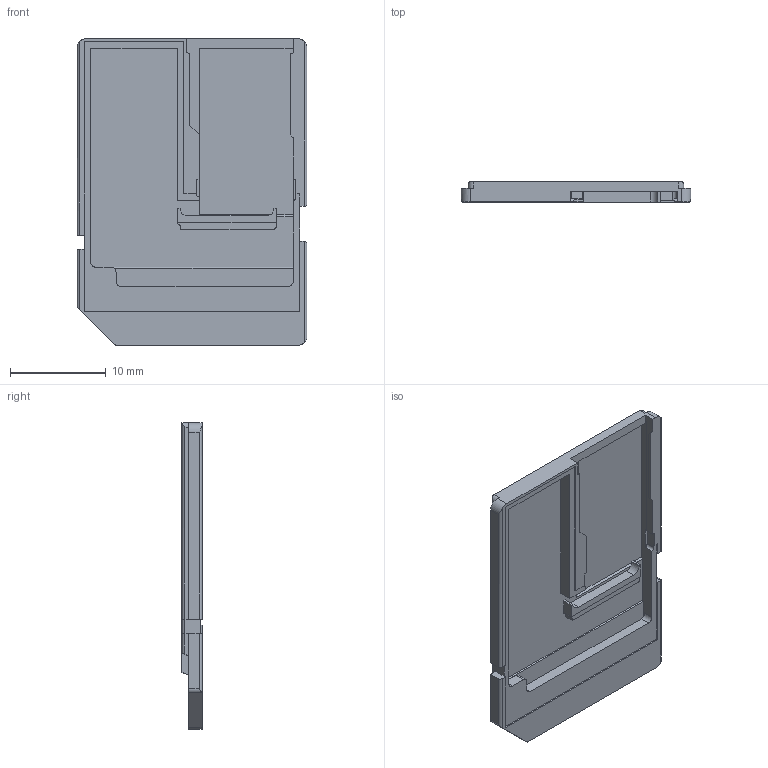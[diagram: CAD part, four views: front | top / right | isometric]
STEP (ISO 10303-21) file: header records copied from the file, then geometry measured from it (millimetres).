
FILE_DESCRIPTION(/* description */ (''),/* implementation_level */ '2;1');
FILE_NAME(/* name */ 'virtualGimbal_sdcard_rev.4.1.step',/* time_stamp */ '2018-12-07T00:54:34+09:00',/* author */ ('virtualGimbal'),/* organization */ (''),/* preprocessor_version */ 'ST-DEVELOPER v17.2',/* originating_system */ 'Autodesk Translation Framework v7.6.0.251',/* authorisation */ '');
FILE_SCHEMA (('AUTOMOTIVE_DESIGN { 1 0 10303 214 3 1 1 }'));
Length unit declared in the file: millimetre
Products named in the file (2): rev. 4.1; コンポーネント3
Assembly tree (1 placements, depth 2):
  rev. 4.1
    コンポーネント3
Bounding box: 24 x 2.1 x 32 mm (x, y, z)
Volume: 662.8 mm3; surface area: 1994 mm2
Topology: 2 solids, 2 shells, 124 faces, 348 edges, 226 vertices
Faces by surface type: plane 85, cylinder 35, torus 2, cone 2
Entity records: 4090 total; most frequent: CARTESIAN_POINT 784, ORIENTED_EDGE 696, DIRECTION 649, EDGE_CURVE 348, LINE 271, VECTOR 271, VERTEX_POINT 226, AXIS2_PLACEMENT_3D 189
